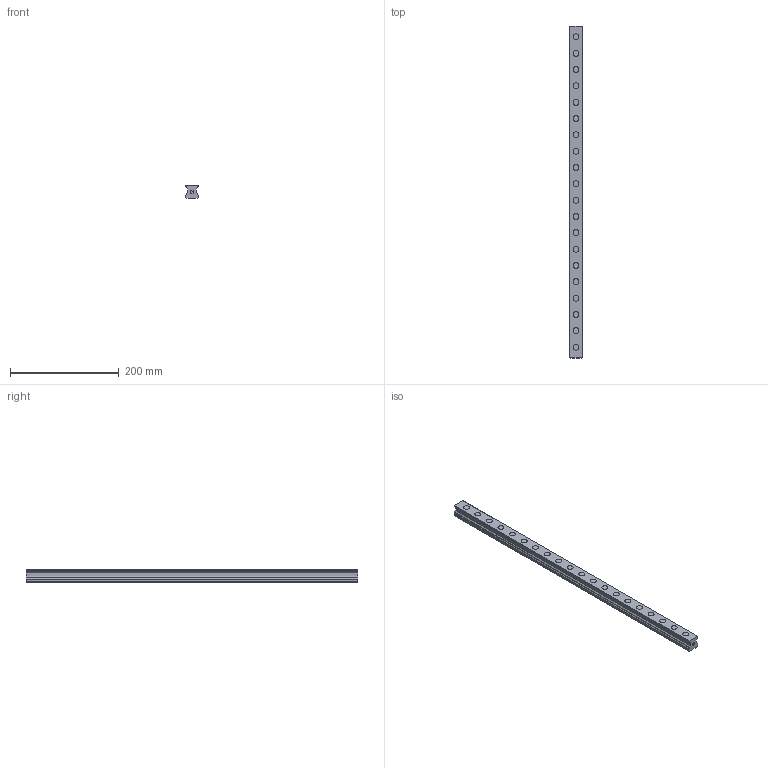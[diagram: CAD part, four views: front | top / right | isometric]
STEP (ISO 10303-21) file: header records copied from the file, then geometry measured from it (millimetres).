
FILE_DESCRIPTION(('STEP AP214'),'1');
FILE_NAME('cctmp_ACA28005-9585-4FC3-BE4F-8528C471A21D_2021_03_11_09_35_09_0246..stp','2021-03-11T08:35:09',('HIWIN GmbH'),('CADClick - www.CADClick.com'),'Spatial InterOp 3D',' ','unknown authorization');
FILE_SCHEMA(('AUTOMOTIVE_DESIGN'));
Length unit declared in the file: millimetre
Products named in the file (1): RGR25R610H_FILE
Bounding box: 23 x 610 x 23.6 mm (x, y, z)
Volume: 245064.9 mm3; surface area: 76167.9 mm2
Topology: 1 solids, 1 shells, 297 faces, 693 edges, 462 vertices
Faces by surface type: plane 159, cylinder 138
Entity records: 10963 total; most frequent: DIRECTION 1565, CARTESIAN_POINT 1453, ORIENTED_EDGE 1386, EDGE_CURVE 693, AXIS2_PLACEMENT_3D 574, VERTEX_POINT 462, LINE 417, VECTOR 417
